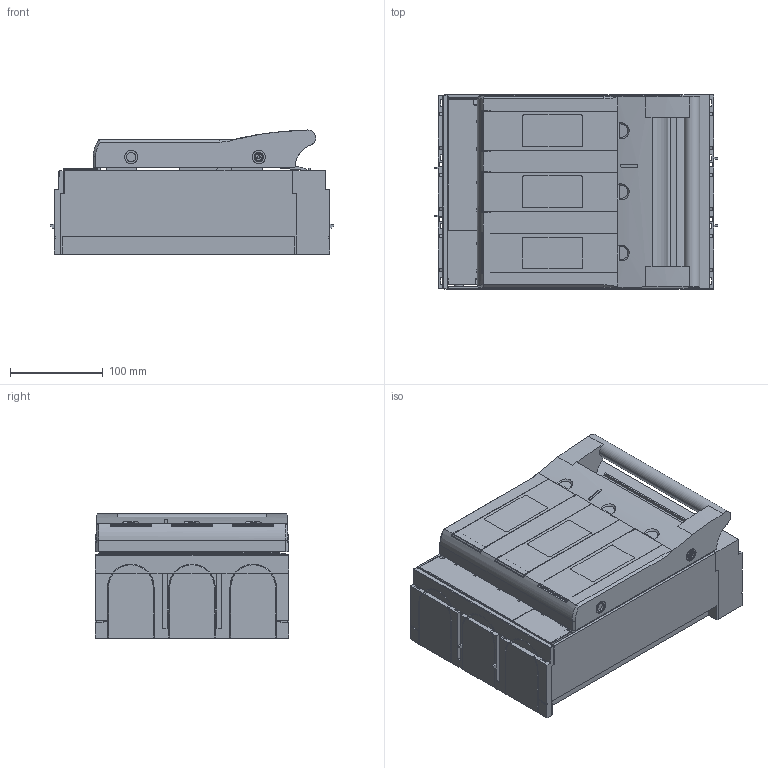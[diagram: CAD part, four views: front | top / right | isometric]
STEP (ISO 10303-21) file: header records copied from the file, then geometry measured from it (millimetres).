
FILE_DESCRIPTION (( 'STEP AP214' ), '1' );
FILE_NAME ('c_isa05250-a_3d.stp', '2022-12-01T08:29:55', ( '' ), ( '' ), 'SwSTEP 2.0', 'SolidWorks 2021', '' );
FILE_SCHEMA (( 'AUTOMOTIVE_DESIGN' ));
Length unit declared in the file: millimetre
Products named in the file (1): c_isa05250-a_3d
Bounding box: 306 x 209.5 x 134.05 mm (x, y, z)
Volume: 2231187 mm3; surface area: 806732 mm2
Topology: 12 solids, 13 shells, 1526 faces, 4532 edges, 2957 vertices
Faces by surface type: plane 1077, cylinder 357, bspline 51, cone 33, sphere 8
Entity records: 72403 total; most frequent: CARTESIAN_POINT 15048, ORIENTED_EDGE 9050, DIRECTION 7543, EDGE_CURVE 4525, LINE 3423, VECTOR 3423, VERTEX_POINT 2954, AXIS2_PLACEMENT_3D 2060
